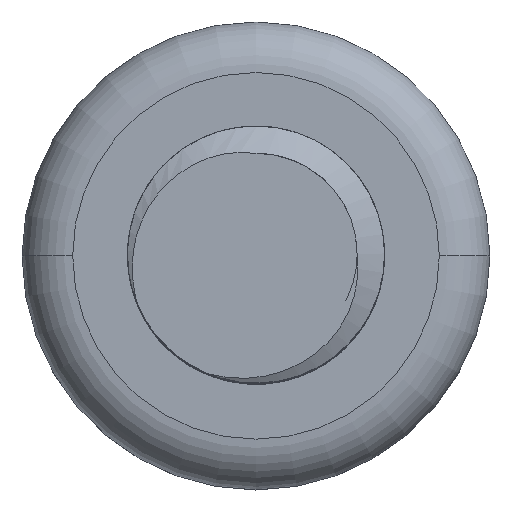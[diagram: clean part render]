
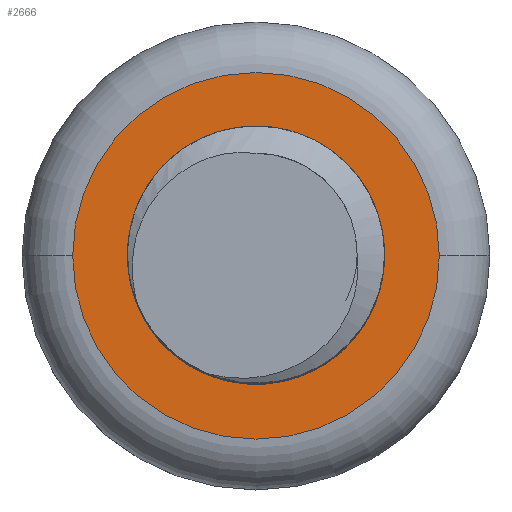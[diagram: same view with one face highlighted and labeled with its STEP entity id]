
A CAD part, top view. The second image highlights one B-rep face of the part: STEP entity #2666.
In plain terms, the highlighted planar face has unit normal (0, 0, 1).
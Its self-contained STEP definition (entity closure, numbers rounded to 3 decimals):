
#44 = CARTESIAN_POINT ( 'NONE',  ( 0.8, 0., 0. ) ) ;
#47 = CARTESIAN_POINT ( 'NONE',  ( 0.819, -0.149, 0. ) ) ;
#49 = CARTESIAN_POINT ( 'NONE',  ( 0.797, -0.301, 0. ) ) ;
#51 = CARTESIAN_POINT ( 'NONE',  ( 0.681, -0.575, 0. ) ) ;
#52 = CARTESIAN_POINT ( 'NONE',  ( 0.586, -0.696, 0. ) ) ;
#53 = CARTESIAN_POINT ( 'NONE',  ( 0.347, -0.876, 0. ) ) ;
#57 = CARTESIAN_POINT ( 'NONE',  ( 0.207, -0.937, 0. ) ) ;
#59 = CARTESIAN_POINT ( 'NONE',  ( -0.084, -0.991, 0. ) ) ;
#82 = CARTESIAN_POINT ( 'NONE',  ( -0.381, -0.942, 0. ) ) ;
#83 = CARTESIAN_POINT ( 'NONE',  ( -0.237, -0.984, 0. ) ) ;
#422 = CARTESIAN_POINT ( 'NONE',  ( -0.937, -0.394, 0. ) ) ;
#426 = CARTESIAN_POINT ( 'NONE',  ( -0.833, -0.642, 0. ) ) ;
#509 = AXIS2_PLACEMENT_3D ( 'NONE', #3659, #3654, #3653 ) ;
#511 = CARTESIAN_POINT ( 'NONE',  ( -0.381, -0.942, 0. ) ) ;
#567 = CARTESIAN_POINT ( 'NONE',  ( -0.63, -0.842, 0. ) ) ;
#642 = AXIS2_PLACEMENT_3D ( 'NONE', #784, #788, #790 ) ;
#695 = EDGE_CURVE ( 'NONE', #1858, #1845, #1762, .T. ) ;
#784 = CARTESIAN_POINT ( 'NONE',  ( 0., 0., 0. ) ) ;
#788 = DIRECTION ( 'NONE',  ( 0., 0., 1. ) ) ;
#790 = DIRECTION ( 'NONE',  ( -1., 0., 0. ) ) ;
#1017 = FACE_BOUND ( 'NONE', #3138, .T. ) ;
#1031 = FACE_OUTER_BOUND ( 'NONE', #3199, .T. ) ;
#1342 = CIRCLE ( 'NONE', #509, 0.8 ) ;
#1359 = CIRCLE ( 'NONE', #3716, 1.45 ) ;
#1512 = EDGE_CURVE ( 'NONE', #3324, #2021, #2341, .T. ) ;
#1534 = EDGE_CURVE ( 'NONE', #2021, #3414, #2418, .T. ) ;
#1563 = EDGE_CURVE ( 'NONE', #3371, #3324, #3475, .T. ) ;
#1581 = EDGE_CURVE ( 'NONE', #3371, #3414, #1342, .T. ) ;
#1585 = EDGE_CURVE ( 'NONE', #1845, #1858, #1359, .T. ) ;
#1762 = CIRCLE ( 'NONE', #642, 1.45 ) ;
#1845 = VERTEX_POINT ( 'NONE', #3162 ) ;
#1858 = VERTEX_POINT ( 'NONE', #3133 ) ;
#2021 = VERTEX_POINT ( 'NONE', #2973 ) ;
#2235 = ORIENTED_EDGE ( 'NONE', *, *, #1581, .T. ) ;
#2253 = ORIENTED_EDGE ( 'NONE', *, *, #695, .T. ) ;
#2254 = ORIENTED_EDGE ( 'NONE', *, *, #1585, .T. ) ;
#2341 = B_SPLINE_CURVE_WITH_KNOTS ( 'NONE', 3,
 ( #422, #426, #567, #511 ),
 .UNSPECIFIED., .F., .F.,
 ( 4, 4 ),
 ( 0., 0.001 ),
 .UNSPECIFIED. ) ;
#2418 = B_SPLINE_CURVE_WITH_KNOTS ( 'NONE', 3,
 ( #82, #83, #59, #57, #53, #52, #51, #49, #47, #44 ),
 .UNSPECIFIED., .F., .F.,
 ( 4, 2, 2, 2, 4 ),
 ( 0., 0., 0.001, 0.001, 0.002 ),
 .UNSPECIFIED. ) ;
#2542 = DIRECTION ( 'NONE',  ( -1., 0., 0. ) ) ;
#2544 = PLANE ( 'NONE',  #3575 ) ;
#2556 = CARTESIAN_POINT ( 'NONE',  ( 0., 0., 0. ) ) ;
#2565 = DIRECTION ( 'NONE',  ( 0., 0., -1. ) ) ;
#2595 = ORIENTED_EDGE ( 'NONE', *, *, #1512, .F. ) ;
#2612 = ORIENTED_EDGE ( 'NONE', *, *, #1563, .F. ) ;
#2666 = ADVANCED_FACE ( 'NONE', ( #1031, #1017 ), #2544, .F. ) ;
#2691 = CARTESIAN_POINT ( 'NONE',  ( 0.8, 0., 0. ) ) ;
#2706 = CARTESIAN_POINT ( 'NONE',  ( 0., 0.8, 0. ) ) ;
#2734 = CARTESIAN_POINT ( 'NONE',  ( -0.937, -0.394, 0. ) ) ;
#2973 = CARTESIAN_POINT ( 'NONE',  ( -0.381, -0.942, 0. ) ) ;
#3133 = CARTESIAN_POINT ( 'NONE',  ( 1.45, 0., 0. ) ) ;
#3138 = EDGE_LOOP ( 'NONE', ( #3401, #2595, #2612, #2235 ) ) ;
#3162 = CARTESIAN_POINT ( 'NONE',  ( -1.45, 0., 0. ) ) ;
#3199 = EDGE_LOOP ( 'NONE', ( #2254, #2253 ) ) ;
#3324 = VERTEX_POINT ( 'NONE', #2734 ) ;
#3371 = VERTEX_POINT ( 'NONE', #2706 ) ;
#3401 = ORIENTED_EDGE ( 'NONE', *, *, #1534, .F. ) ;
#3414 = VERTEX_POINT ( 'NONE', #2691 ) ;
#3475 = B_SPLINE_CURVE_WITH_KNOTS ( 'NONE', 3,
 ( #3715, #3739, #3704, #3700, #3698, #3695, #3689, #3685, #3683, #3678 ),
 .UNSPECIFIED., .F., .F.,
 ( 4, 2, 2, 2, 4 ),
 ( 0., 0., 0.001, 0.001, 0.002 ),
 .UNSPECIFIED. ) ;
#3575 = AXIS2_PLACEMENT_3D ( 'NONE', #2556, #2565, #2542 ) ;
#3636 = DIRECTION ( 'NONE',  ( -1., 0., 0. ) ) ;
#3638 = DIRECTION ( 'NONE',  ( 0., 0., 1. ) ) ;
#3642 = CARTESIAN_POINT ( 'NONE',  ( 0., 0., 0. ) ) ;
#3653 = DIRECTION ( 'NONE',  ( -1., 0., 0. ) ) ;
#3654 = DIRECTION ( 'NONE',  ( 0., 0., -1. ) ) ;
#3659 = CARTESIAN_POINT ( 'NONE',  ( 0., 0., 0. ) ) ;
#3678 = CARTESIAN_POINT ( 'NONE',  ( -0.937, -0.394, 0. ) ) ;
#3683 = CARTESIAN_POINT ( 'NONE',  ( -0.98, -0.249, 0. ) ) ;
#3685 = CARTESIAN_POINT ( 'NONE',  ( -0.99, -0.096, 0. ) ) ;
#3689 = CARTESIAN_POINT ( 'NONE',  ( -0.942, 0.2, 0. ) ) ;
#3695 = CARTESIAN_POINT ( 'NONE',  ( -0.881, 0.342, 0. ) ) ;
#3698 = CARTESIAN_POINT ( 'NONE',  ( -0.699, 0.58, 0. ) ) ;
#3700 = CARTESIAN_POINT ( 'NONE',  ( -0.577, 0.677, 0. ) ) ;
#3704 = CARTESIAN_POINT ( 'NONE',  ( -0.303, 0.799, 0. ) ) ;
#3715 = CARTESIAN_POINT ( 'NONE',  ( 0., 0.8, 0. ) ) ;
#3716 = AXIS2_PLACEMENT_3D ( 'NONE', #3642, #3638, #3636 ) ;
#3739 = CARTESIAN_POINT ( 'NONE',  ( -0.15, 0.822, 0. ) ) ;
